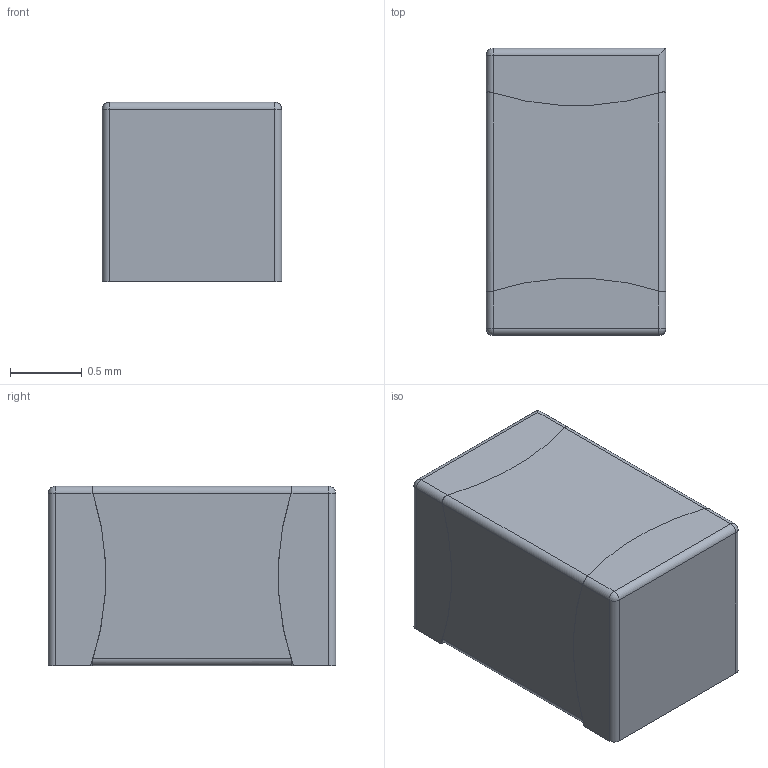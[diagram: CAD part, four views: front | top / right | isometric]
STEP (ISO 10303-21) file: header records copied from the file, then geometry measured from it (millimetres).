
FILE_DESCRIPTION(/* description */ (''),/* implementation_level */ '2;1');
FILE_NAME(/* name */ 'C2012.step',/* time_stamp */ '2022-04-03T00:25:48+09:00',/* author */ (''),/* organization */ (''),/* preprocessor_version */ 'ST-DEVELOPER v18.1',/* originating_system */ 'Autodesk Translation Framework v10.14.0.1471',/* authorisation */ '');
FILE_SCHEMA (('AUTOMOTIVE_DESIGN { 1 0 10303 214 3 1 1 }'));
Length unit declared in the file: millimetre
Products named in the file (1): C2012
Bounding box: 1.25 x 2 x 1.25 mm (x, y, z)
Volume: 3.1 mm3; surface area: 19.3 mm2
Topology: 3 solids, 3 shells, 34 faces, 74 edges, 46 vertices
Faces by surface type: plane 14, cylinder 13, sphere 7
Entity records: 1116 total; most frequent: CARTESIAN_POINT 323, DIRECTION 161, ORIENTED_EDGE 148, EDGE_CURVE 74, AXIS2_PLACEMENT_3D 64, VERTEX_POINT 46, FACE_OUTER_BOUND 34, EDGE_LOOP 34
